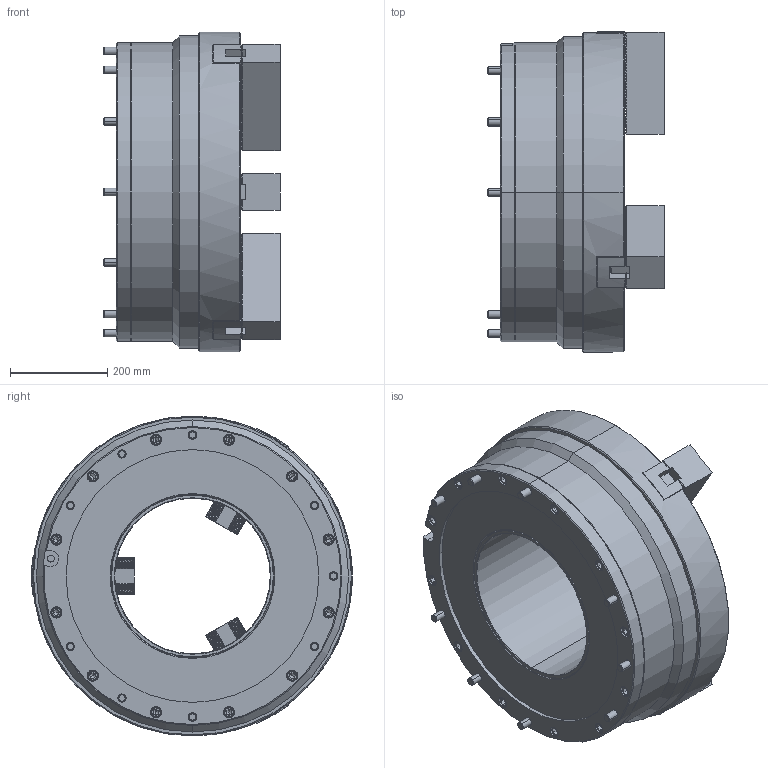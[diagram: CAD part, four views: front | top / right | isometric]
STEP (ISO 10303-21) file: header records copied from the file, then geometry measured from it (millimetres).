
FILE_DESCRIPTION (( 'STEP AP203' ), '1' );
FILE_NAME ('CF-AP-320.STEP', '2019-08-13T06:22:33', ( '' ), ( '' ), 'SwSTEP 2.0', 'SolidWorks 2016', '' );
FILE_SCHEMA (( 'CONFIG_CONTROL_DESIGN' ));
Length unit declared in the file: millimetre
Products named in the file (11): 圓頭內六角螺栓_M16x190; 圓頭內六角螺栓_M14x35; 圓頭內六角螺栓_M24x55; CF-AP-320-01000; 圓頭內六角螺栓_M8x16; CF-AP-320-03000; CF-AP-320; CF-AP-320-04000; CF-AP-320-07000; CF-AP-320-08000; SJ-320
Assembly tree (51 placements, depth 2):
  CF-AP-320
    CF-AP-320-01000
    CF-AP-320-03000  x3
    CF-AP-320-04000  x6
    CF-AP-320-07000
    CF-AP-320-08000
    SJ-320  x3
    圓頭內六角螺栓_M16x190  x9
    圓頭內六角螺栓_M14x35  x12
    圓頭內六角螺栓_M24x55  x6
    圓頭內六角螺栓_M8x16  x9
Bounding box: 362.5 x 659.96 x 658 mm (x, y, z)
Volume: 45208999.7 mm3; surface area: 3283974.2 mm2
Topology: 51 solids, 51 shells, 5411 faces, 15193 edges, 9934 vertices
Faces by surface type: plane 3953, cylinder 1123, cone 329, torus 6
Entity records: 62141 total; most frequent: CARTESIAN_POINT 10660, ORIENTED_EDGE 10406, DIRECTION 10096, EDGE_CURVE 5203, VECTOR 4046, LINE 4046, VERTEX_POINT 3437, AXIS2_PLACEMENT_3D 3025
